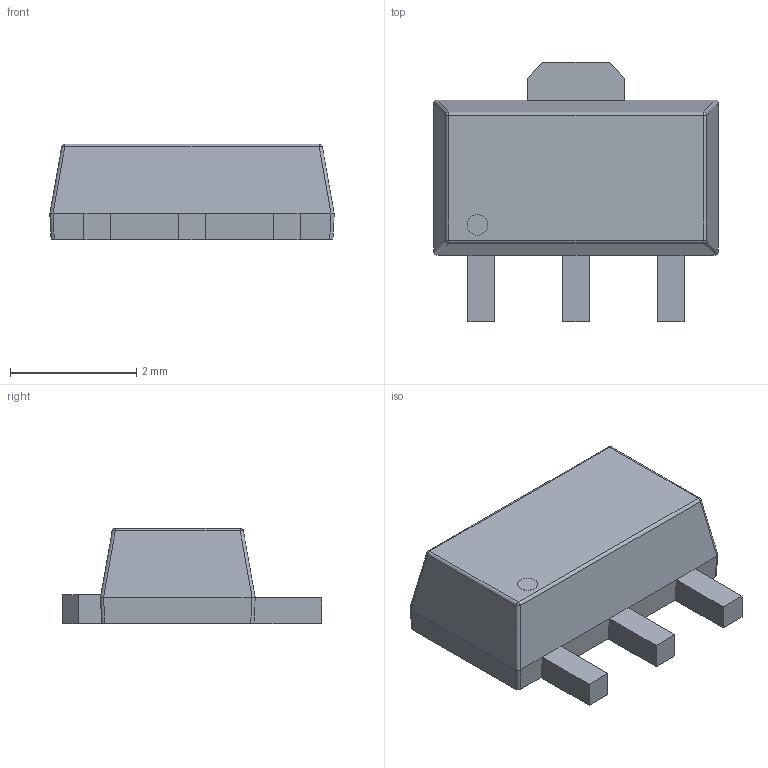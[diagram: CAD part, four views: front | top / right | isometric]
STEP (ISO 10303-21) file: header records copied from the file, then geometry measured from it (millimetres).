
FILE_DESCRIPTION (( 'STEP AP214' ), '1' );
FILE_NAME ('SOT-89-3_L4.5-W2.4-P1.50-LS4.0-BR.STEP', '2022-05-17T08:31:47', ( 'PC' ), ( 'Microsoft' ), 'SwSTEP 2.0', 'SolidWorks 2020', '' );
FILE_SCHEMA (( 'AUTOMOTIVE_DESIGN' ));
Length unit declared in the file: millimetre
Products named in the file (1): SOT-89-3_L4.5-W2.4-P1.50-LS4.0-BR
Bounding box: 4.5 x 4.1 x 1.51 mm (x, y, z)
Volume: 16 mm3; surface area: 46.7 mm2
Topology: 1 solids, 1 shells, 118 faces, 306 edges, 198 vertices
Faces by surface type: plane 86, cylinder 14, bspline 14, sphere 4
Entity records: 5554 total; most frequent: CARTESIAN_POINT 1469, ORIENTED_EDGE 612, DIRECTION 488, EDGE_CURVE 306, LINE 246, VECTOR 246, VERTEX_POINT 198, EDGE_LOOP 126
